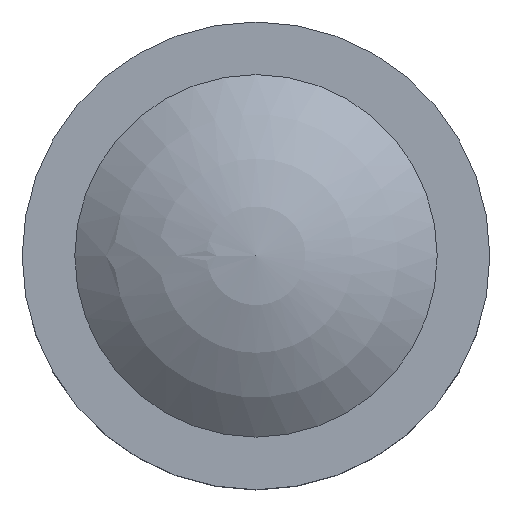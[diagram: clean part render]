
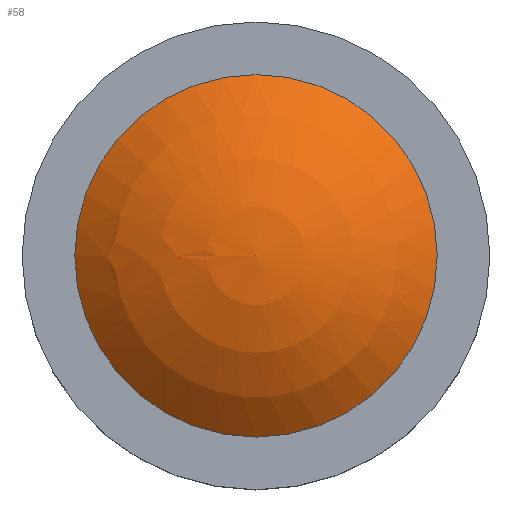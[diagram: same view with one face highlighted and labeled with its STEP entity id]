
A CAD part, top view. The second image highlights one B-rep face of the part: STEP entity #58.
In plain terms, the highlighted spherical face has radius 11.51 mm.
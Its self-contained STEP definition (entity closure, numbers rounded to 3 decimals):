
#20=FACE_OUTER_BOUND('',#24,.T.);
#24=EDGE_LOOP('',(#42,#43,#44));
#29=CIRCLE('',#83,7.75);
#30=CIRCLE('',#84,11.51);
#33=VERTEX_POINT('',#111);
#34=VERTEX_POINT('',#113);
#37=EDGE_CURVE('',#33,#33,#29,.T.);
#38=EDGE_CURVE('',#34,#33,#30,.T.);
#42=ORIENTED_EDGE('',*,*,#37,.F.);
#43=ORIENTED_EDGE('',*,*,#38,.F.);
#44=ORIENTED_EDGE('',*,*,#38,.T.);
#52=SPHERICAL_SURFACE('',#82,11.51);
#58=ADVANCED_FACE('',(#20),#52,.T.);
#82=AXIS2_PLACEMENT_3D('',#110,#92,#93);
#83=AXIS2_PLACEMENT_3D('',#112,#94,#95);
#84=AXIS2_PLACEMENT_3D('',#114,#96,#97);
#92=DIRECTION('center_axis',(0.,0.,1.));
#93=DIRECTION('ref_axis',(1.,0.,0.));
#94=DIRECTION('center_axis',(0.,0.,-1.));
#95=DIRECTION('ref_axis',(-1.,0.,0.));
#96=DIRECTION('center_axis',(0.,-1.,0.));
#97=DIRECTION('ref_axis',(-1.,0.,0.));
#110=CARTESIAN_POINT('Origin',(0.,57.,-1.51));
#111=CARTESIAN_POINT('',(-7.75,57.,7.));
#112=CARTESIAN_POINT('Origin',(0.,57.,7.));
#113=CARTESIAN_POINT('',(0.,57.,10.));
#114=CARTESIAN_POINT('Origin',(0.,57.,-1.51));
